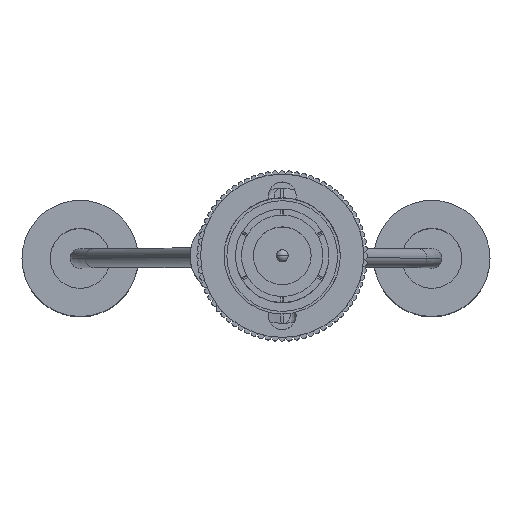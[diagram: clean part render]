
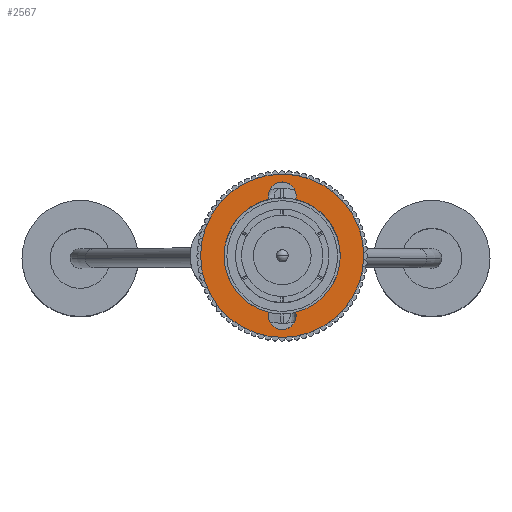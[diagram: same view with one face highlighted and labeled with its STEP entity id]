
A CAD part, top view. The second image highlights one B-rep face of the part: STEP entity #2567.
In plain terms, the highlighted planar face has unit normal (0, 0, 1).
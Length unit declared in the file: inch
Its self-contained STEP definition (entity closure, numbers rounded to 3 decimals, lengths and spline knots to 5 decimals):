
#283 = EDGE_CURVE ( 'NONE', #4172, #6772, #10041, .T. ) ;
#314 = ORIENTED_EDGE ( 'NONE', *, *, #2368, .T. ) ;
#315 = EDGE_CURVE ( 'NONE', #2366, #2369, #9967, .T. ) ;
#328 = ORIENTED_EDGE ( 'NONE', *, *, #6773, .F. ) ;
#375 = ORIENTED_EDGE ( 'NONE', *, *, #4088, .F. ) ;
#404 = ORIENTED_EDGE ( 'NONE', *, *, #283, .F. ) ;
#442 = ORIENTED_EDGE ( 'NONE', *, *, #315, .T. ) ;
#473 = EDGE_LOOP ( 'NONE', ( #314, #442 ) ) ;
#794 = VERTEX_POINT ( 'NONE', #7401 ) ;
#811 = EDGE_CURVE ( 'NONE', #794, #812, #7140, .T. ) ;
#812 = VERTEX_POINT ( 'NONE', #7119 ) ;
#2366 = VERTEX_POINT ( 'NONE', #8792 ) ;
#2368 = EDGE_CURVE ( 'NONE', #2369, #2366, #8791, .T. ) ;
#2369 = VERTEX_POINT ( 'NONE', #8840 ) ;
#2547 = ORIENTED_EDGE ( 'NONE', *, *, #6797, .F. ) ;
#2548 = ORIENTED_EDGE ( 'NONE', *, *, #2577, .F. ) ;
#2563 = EDGE_CURVE ( 'NONE', #6818, #4159, #9305, .T. ) ;
#2567 = ADVANCED_FACE ( 'NONE', ( #9294, #9293 ), #9292, .T. ) ;
#2569 = EDGE_LOOP ( 'NONE', ( #2592, #2570, #2547, #2548, #2578, #2640, #2645, #328, #404, #375 ) ) ;
#2570 = ORIENTED_EDGE ( 'NONE', *, *, #6779, .F. ) ;
#2577 = EDGE_CURVE ( 'NONE', #4161, #6795, #9343, .T. ) ;
#2578 = ORIENTED_EDGE ( 'NONE', *, *, #4167, .F. ) ;
#2592 = ORIENTED_EDGE ( 'NONE', *, *, #2563, .F. ) ;
#2640 = ORIENTED_EDGE ( 'NONE', *, *, #811, .F. ) ;
#2645 = ORIENTED_EDGE ( 'NONE', *, *, #4098, .F. ) ;
#4088 = EDGE_CURVE ( 'NONE', #4159, #4172, #12778, .T. ) ;
#4098 = EDGE_CURVE ( 'NONE', #6775, #794, #12814, .T. ) ;
#4159 = VERTEX_POINT ( 'NONE', #13173 ) ;
#4161 = VERTEX_POINT ( 'NONE', #13147 ) ;
#4167 = EDGE_CURVE ( 'NONE', #812, #4161, #13206, .T. ) ;
#4172 = VERTEX_POINT ( 'NONE', #13201 ) ;
#6772 = VERTEX_POINT ( 'NONE', #13791 ) ;
#6773 = EDGE_CURVE ( 'NONE', #6772, #6775, #13790, .T. ) ;
#6775 = VERTEX_POINT ( 'NONE', #13785 ) ;
#6779 = EDGE_CURVE ( 'NONE', #6841, #6818, #13781, .T. ) ;
#6795 = VERTEX_POINT ( 'NONE', #13817 ) ;
#6797 = EDGE_CURVE ( 'NONE', #6795, #6841, #13815, .T. ) ;
#6818 = VERTEX_POINT ( 'NONE', #13876 ) ;
#6841 = VERTEX_POINT ( 'NONE', #13934 ) ;
#7119 = CARTESIAN_POINT ( 'NONE',  ( 0.194, 0., 0. ) ) ;
#7136 = DIRECTION ( 'NONE',  ( 1., 0., 0. ) ) ;
#7137 = DIRECTION ( 'NONE',  ( 0., 0., 1. ) ) ;
#7138 = CARTESIAN_POINT ( 'NONE',  ( 0., 0., 0. ) ) ;
#7139 = AXIS2_PLACEMENT_3D ( 'NONE', #7138, #7137, #7136 ) ;
#7140 = CIRCLE ( 'NONE', #7139, 0.194 ) ;
#7401 = CARTESIAN_POINT ( 'NONE',  ( 0.0451, -0.18868, 0. ) ) ;
#8788 = DIRECTION ( 'NONE',  ( 0., 0., 1. ) ) ;
#8789 = CARTESIAN_POINT ( 'NONE',  ( 0., 0., 0. ) ) ;
#8790 = AXIS2_PLACEMENT_3D ( 'NONE', #8789, #8788, #8841 ) ;
#8791 = CIRCLE ( 'NONE', #8790, 0.2725 ) ;
#8792 = CARTESIAN_POINT ( 'NONE',  ( -0.2725, 0., 0. ) ) ;
#8840 = CARTESIAN_POINT ( 'NONE',  ( 0.2725, 0., 0. ) ) ;
#8841 = DIRECTION ( 'NONE',  ( 1., 0., 0. ) ) ;
#9290 = AXIS2_PLACEMENT_3D ( 'NONE', #9354, #9353, #9352 ) ;
#9292 = PLANE ( 'NONE',  #9290 ) ;
#9293 = FACE_OUTER_BOUND ( 'NONE', #473, .T. ) ;
#9294 = FACE_BOUND ( 'NONE', #2569, .T. ) ;
#9301 = DIRECTION ( 'NONE',  ( 1., 0., 0. ) ) ;
#9302 = DIRECTION ( 'NONE',  ( 0., 0., 1. ) ) ;
#9303 = CARTESIAN_POINT ( 'NONE',  ( 0., 0., 0. ) ) ;
#9304 = AXIS2_PLACEMENT_3D ( 'NONE', #9303, #9302, #9301 ) ;
#9305 = CIRCLE ( 'NONE', #9304, 0.194 ) ;
#9339 = DIRECTION ( 'NONE',  ( -1., 0., 0. ) ) ;
#9340 = DIRECTION ( 'NONE',  ( 0., 0., 1. ) ) ;
#9341 = CARTESIAN_POINT ( 'NONE',  ( 0., 0.2, 0. ) ) ;
#9342 = AXIS2_PLACEMENT_3D ( 'NONE', #9341, #9340, #9339 ) ;
#9343 = CIRCLE ( 'NONE', #9342, 0.0465 ) ;
#9352 = DIRECTION ( 'NONE',  ( 1., 0., 0. ) ) ;
#9353 = DIRECTION ( 'NONE',  ( 0., 0., 1. ) ) ;
#9354 = CARTESIAN_POINT ( 'NONE',  ( 0.2725, 0., 0. ) ) ;
#9878 = CARTESIAN_POINT ( 'NONE',  ( 0., -0.2, 0. ) ) ;
#9963 = DIRECTION ( 'NONE',  ( 1., 0., 0. ) ) ;
#9964 = DIRECTION ( 'NONE',  ( 0., 0., 1. ) ) ;
#9965 = CARTESIAN_POINT ( 'NONE',  ( 0., 0., 0. ) ) ;
#9966 = AXIS2_PLACEMENT_3D ( 'NONE', #9965, #9964, #9963 ) ;
#9967 = CIRCLE ( 'NONE', #9966, 0.2725 ) ;
#10038 = DIRECTION ( 'NONE',  ( 1., 0., 0. ) ) ;
#10039 = DIRECTION ( 'NONE',  ( 0., 0., 1. ) ) ;
#10040 = AXIS2_PLACEMENT_3D ( 'NONE', #9878, #10039, #10038 ) ;
#10041 = CIRCLE ( 'NONE', #10040, 0.0465 ) ;
#12778 = CIRCLE ( 'NONE', #12840, 0.194 ) ;
#12810 = DIRECTION ( 'NONE',  ( 1., 0., 0. ) ) ;
#12811 = DIRECTION ( 'NONE',  ( 0., 0., 1. ) ) ;
#12812 = CARTESIAN_POINT ( 'NONE',  ( 0., -0.2, 0. ) ) ;
#12813 = AXIS2_PLACEMENT_3D ( 'NONE', #12812, #12811, #12810 ) ;
#12814 = CIRCLE ( 'NONE', #12813, 0.0465 ) ;
#12837 = DIRECTION ( 'NONE',  ( 1., 0., 0. ) ) ;
#12838 = DIRECTION ( 'NONE',  ( 0., 0., 1. ) ) ;
#12839 = CARTESIAN_POINT ( 'NONE',  ( 0., 0., 0. ) ) ;
#12840 = AXIS2_PLACEMENT_3D ( 'NONE', #12839, #12838, #12837 ) ;
#13147 = CARTESIAN_POINT ( 'NONE',  ( 0.0451, 0.18868, 0. ) ) ;
#13173 = CARTESIAN_POINT ( 'NONE',  ( -0.194, 0., 0. ) ) ;
#13201 = CARTESIAN_POINT ( 'NONE',  ( -0.0451, -0.18868, 0. ) ) ;
#13203 = DIRECTION ( 'NONE',  ( 1., 0., 0. ) ) ;
#13204 = DIRECTION ( 'NONE',  ( 0., 0., 1. ) ) ;
#13205 = AXIS2_PLACEMENT_3D ( 'NONE', #13210, #13204, #13203 ) ;
#13206 = CIRCLE ( 'NONE', #13205, 0.194 ) ;
#13210 = CARTESIAN_POINT ( 'NONE',  ( 0., 0., 0. ) ) ;
#13780 = CARTESIAN_POINT ( 'NONE',  ( 0., 0.2, 0. ) ) ;
#13781 = CIRCLE ( 'NONE', #13842, 0.0465 ) ;
#13785 = CARTESIAN_POINT ( 'NONE',  ( 0.0465, -0.2, 0. ) ) ;
#13786 = DIRECTION ( 'NONE',  ( 1., 0., 0. ) ) ;
#13787 = DIRECTION ( 'NONE',  ( 0., 0., 1. ) ) ;
#13788 = CARTESIAN_POINT ( 'NONE',  ( 0., -0.2, 0. ) ) ;
#13789 = AXIS2_PLACEMENT_3D ( 'NONE', #13788, #13787, #13786 ) ;
#13790 = CIRCLE ( 'NONE', #13789, 0.0465 ) ;
#13791 = CARTESIAN_POINT ( 'NONE',  ( -0.0465, -0.2, 0. ) ) ;
#13811 = DIRECTION ( 'NONE',  ( -1., 0., 0. ) ) ;
#13812 = DIRECTION ( 'NONE',  ( 0., 0., 1. ) ) ;
#13813 = CARTESIAN_POINT ( 'NONE',  ( 0., 0.2, 0. ) ) ;
#13814 = AXIS2_PLACEMENT_3D ( 'NONE', #13813, #13812, #13811 ) ;
#13815 = CIRCLE ( 'NONE', #13814, 0.0465 ) ;
#13817 = CARTESIAN_POINT ( 'NONE',  ( 0.0465, 0.2, 0. ) ) ;
#13840 = DIRECTION ( 'NONE',  ( -1., 0., 0. ) ) ;
#13841 = DIRECTION ( 'NONE',  ( 0., 0., 1. ) ) ;
#13842 = AXIS2_PLACEMENT_3D ( 'NONE', #13780, #13841, #13840 ) ;
#13876 = CARTESIAN_POINT ( 'NONE',  ( -0.0451, 0.18868, 0. ) ) ;
#13934 = CARTESIAN_POINT ( 'NONE',  ( -0.0465, 0.2, 0. ) ) ;
